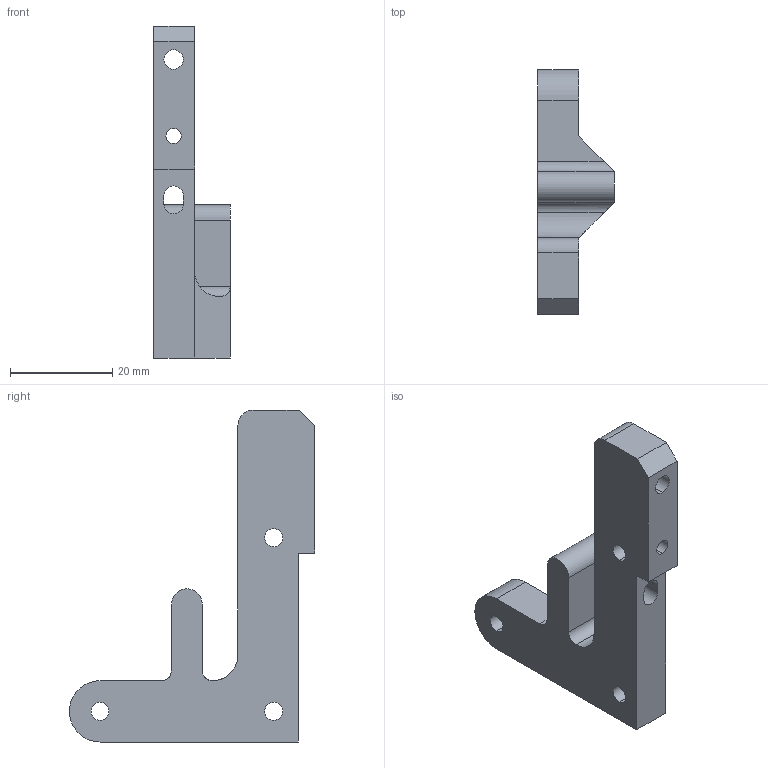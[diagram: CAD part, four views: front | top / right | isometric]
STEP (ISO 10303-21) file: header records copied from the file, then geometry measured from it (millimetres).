
FILE_DESCRIPTION (( 'STEP AP214' ), '1' );
FILE_NAME ('E3D Hemera Mount for FFCP-Bar-V3.STEP', '2021-01-23T09:22:16', ( '' ), ( '' ), 'SwSTEP 2.0', 'SolidWorks 2020', '' );
FILE_SCHEMA (( 'AUTOMOTIVE_DESIGN' ));
Length unit declared in the file: millimetre
Products named in the file (1): E3D Hemera Mount for FFCP-Bar-V3
Bounding box: 15 x 48 x 65 mm (x, y, z)
Volume: 11856.6 mm3; surface area: 5775.7 mm2
Topology: 1 solids, 1 shells, 37 faces, 102 edges, 67 vertices
Faces by surface type: cylinder 19, plane 18
Entity records: 1245 total; most frequent: CARTESIAN_POINT 216, DIRECTION 210, ORIENTED_EDGE 204, EDGE_CURVE 102, AXIS2_PLACEMENT_3D 73, VERTEX_POINT 67, LINE 64, VECTOR 64
